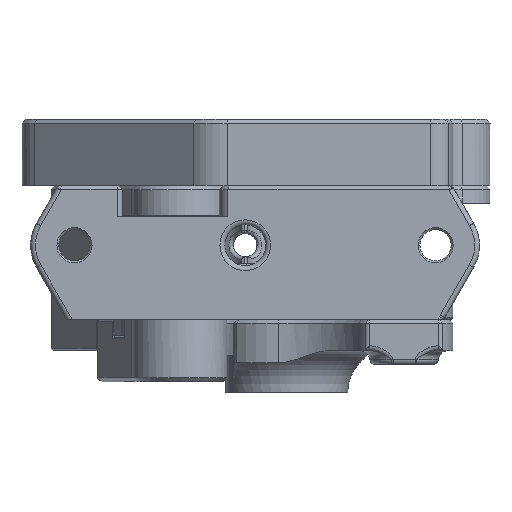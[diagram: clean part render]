
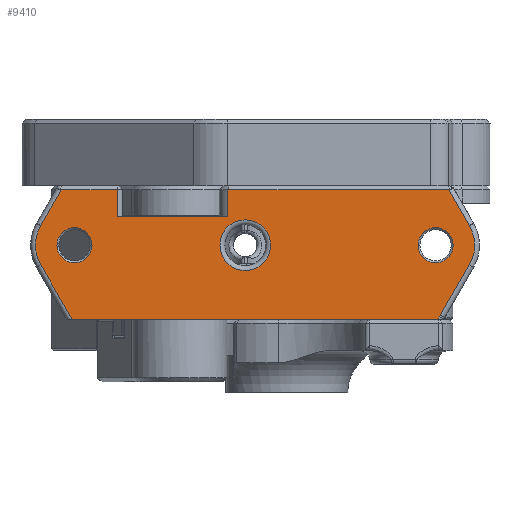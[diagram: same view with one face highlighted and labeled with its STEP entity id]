
A CAD part, front view. The second image highlights one B-rep face of the part: STEP entity #9410.
In plain terms, the highlighted planar face has unit normal (0, -1, 0).
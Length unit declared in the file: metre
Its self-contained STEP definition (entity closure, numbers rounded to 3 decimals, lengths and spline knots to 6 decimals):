
#342=PLANE('',#10360);
#735=CIRCLE('',#10361,0.0018);
#736=CIRCLE('',#10362,0.0018);
#737=CIRCLE('',#10363,0.0026);
#738=CIRCLE('',#10364,0.004);
#739=CIRCLE('',#10365,0.004);
#1164=B_SPLINE_CURVE_WITH_KNOTS('',3,(#16033,#16034,#16035,#16036),
 .UNSPECIFIED.,.F.,.F.,(4,4),(0.,0.00018),.UNSPECIFIED.);
#1165=B_SPLINE_CURVE_WITH_KNOTS('',3,(#16038,#16039,#16040,#16041),
 .UNSPECIFIED.,.F.,.F.,(4,4),(0.,0.000011),.UNSPECIFIED.);
#2338=ORIENTED_EDGE('',*,*,#4754,.T.);
#2339=ORIENTED_EDGE('',*,*,#4755,.T.);
#2340=ORIENTED_EDGE('',*,*,#4756,.T.);
#2341=ORIENTED_EDGE('',*,*,#4621,.F.);
#2342=ORIENTED_EDGE('',*,*,#4757,.T.);
#2343=ORIENTED_EDGE('',*,*,#4758,.T.);
#2344=ORIENTED_EDGE('',*,*,#4759,.T.);
#2345=ORIENTED_EDGE('',*,*,#4760,.T.);
#2346=ORIENTED_EDGE('',*,*,#4761,.T.);
#2347=ORIENTED_EDGE('',*,*,#4762,.T.);
#2348=ORIENTED_EDGE('',*,*,#4763,.T.);
#2349=ORIENTED_EDGE('',*,*,#4764,.F.);
#2350=ORIENTED_EDGE('',*,*,#4765,.F.);
#2351=ORIENTED_EDGE('',*,*,#4766,.T.);
#2352=ORIENTED_EDGE('',*,*,#4767,.T.);
#2353=ORIENTED_EDGE('',*,*,#4768,.T.);
#2354=ORIENTED_EDGE('',*,*,#4769,.T.);
#2355=ORIENTED_EDGE('',*,*,#4770,.T.);
#4621=EDGE_CURVE('',#5894,#5895,#6651,.T.);
#4754=EDGE_CURVE('',#6012,#6012,#735,.T.);
#4755=EDGE_CURVE('',#6013,#6013,#736,.T.);
#4756=EDGE_CURVE('',#6014,#6014,#737,.T.);
#4757=EDGE_CURVE('',#5894,#6015,#6687,.T.);
#4758=EDGE_CURVE('',#6015,#6016,#1164,.T.);
#4759=EDGE_CURVE('',#6016,#6017,#1165,.T.);
#4760=EDGE_CURVE('',#6017,#6018,#6688,.T.);
#4761=EDGE_CURVE('',#6018,#6019,#738,.F.);
#4762=EDGE_CURVE('',#6019,#6020,#6689,.T.);
#4763=EDGE_CURVE('',#6020,#6021,#6690,.T.);
#4764=EDGE_CURVE('',#6022,#6021,#6691,.F.);
#4765=EDGE_CURVE('',#6023,#6022,#6692,.T.);
#4766=EDGE_CURVE('',#6023,#6024,#6693,.F.);
#4767=EDGE_CURVE('',#6024,#6025,#6694,.T.);
#4768=EDGE_CURVE('',#6025,#6026,#6695,.T.);
#4769=EDGE_CURVE('',#6026,#6027,#739,.F.);
#4770=EDGE_CURVE('',#6027,#5895,#6696,.F.);
#5894=VERTEX_POINT('',#15575);
#5895=VERTEX_POINT('',#15577);
#6012=VERTEX_POINT('',#16026);
#6013=VERTEX_POINT('',#16028);
#6014=VERTEX_POINT('',#16030);
#6015=VERTEX_POINT('',#16032);
#6016=VERTEX_POINT('',#16037);
#6017=VERTEX_POINT('',#16042);
#6018=VERTEX_POINT('',#16044);
#6019=VERTEX_POINT('',#16046);
#6020=VERTEX_POINT('',#16048);
#6021=VERTEX_POINT('',#16050);
#6022=VERTEX_POINT('',#16052);
#6023=VERTEX_POINT('',#16054);
#6024=VERTEX_POINT('',#16056);
#6025=VERTEX_POINT('',#16058);
#6026=VERTEX_POINT('',#16060);
#6027=VERTEX_POINT('',#16062);
#6651=LINE('',#15576,#7188);
#6687=LINE('',#16031,#7224);
#6688=LINE('',#16043,#7225);
#6689=LINE('',#16047,#7226);
#6690=LINE('',#16049,#7227);
#6691=LINE('',#16051,#7228);
#6692=LINE('',#16053,#7229);
#6693=LINE('',#16055,#7230);
#6694=LINE('',#16057,#7231);
#6695=LINE('',#16059,#7232);
#6696=LINE('',#16063,#7233);
#7188=VECTOR('',#12072,1.);
#7224=VECTOR('',#12314,1.);
#7225=VECTOR('',#12315,1.);
#7226=VECTOR('',#12318,1.);
#7227=VECTOR('',#12319,1.);
#7228=VECTOR('',#12320,1.);
#7229=VECTOR('',#12321,1.);
#7230=VECTOR('',#12322,1.);
#7231=VECTOR('',#12323,1.);
#7232=VECTOR('',#12324,1.);
#7233=VECTOR('',#12327,1.);
#7830=EDGE_LOOP('',(#2338));
#7831=EDGE_LOOP('',(#2339));
#7832=EDGE_LOOP('',(#2340));
#7833=EDGE_LOOP('',(#2341,#2342,#2343,#2344,#2345,#2346,#2347,#2348,#2349,
#2350,#2351,#2352,#2353,#2354,#2355));
#8537=FACE_BOUND('',#7830,.T.);
#8538=FACE_BOUND('',#7831,.T.);
#8539=FACE_BOUND('',#7832,.T.);
#8540=FACE_BOUND('',#7833,.T.);
#9410=ADVANCED_FACE('',(#8537,#8538,#8539,#8540),#342,.F.);
#10360=AXIS2_PLACEMENT_3D('',#16024,#12306,#12307);
#10361=AXIS2_PLACEMENT_3D('',#16025,#12308,#12309);
#10362=AXIS2_PLACEMENT_3D('',#16027,#12310,#12311);
#10363=AXIS2_PLACEMENT_3D('',#16029,#12312,#12313);
#10364=AXIS2_PLACEMENT_3D('',#16045,#12316,#12317);
#10365=AXIS2_PLACEMENT_3D('',#16061,#12325,#12326);
#12072=DIRECTION('',(-1.,0.,0.));
#12306=DIRECTION('',(0.,1.,0.));
#12307=DIRECTION('',(0.,0.,1.));
#12308=DIRECTION('',(0.,1.,0.));
#12309=DIRECTION('',(-1.,0.,0.));
#12310=DIRECTION('',(0.,1.,0.));
#12311=DIRECTION('',(-1.,0.,0.));
#12312=DIRECTION('',(0.,1.,0.));
#12313=DIRECTION('',(-1.,0.,0.));
#12314=DIRECTION('',(0.5,0.,0.866));
#12315=DIRECTION('',(0.5,0.,0.866));
#12316=DIRECTION('',(0.,1.,0.));
#12317=DIRECTION('',(-1.,0.,0.));
#12318=DIRECTION('',(-0.5,0.,0.866));
#12319=DIRECTION('',(-1.,0.,0.));
#12320=DIRECTION('',(0.,0.,-1.));
#12321=DIRECTION('',(1.,0.,0.));
#12322=DIRECTION('',(0.,0.,-1.));
#12323=DIRECTION('',(-1.,0.,0.));
#12324=DIRECTION('',(-0.5,0.,-0.866));
#12325=DIRECTION('',(0.,1.,0.));
#12326=DIRECTION('',(-1.,0.,0.));
#12327=DIRECTION('',(-0.5,0.,0.866));
#15575=CARTESIAN_POINT('',(0.019146,-0.027991,-0.0165));
#15576=CARTESIAN_POINT('',(-0.000585,-0.027991,-0.0165));
#15577=CARTESIAN_POINT('',(-0.018316,-0.027991,-0.0165));
#16024=CARTESIAN_POINT('',(-0.000585,-0.027991,-0.0089));
#16025=CARTESIAN_POINT('',(-0.018085,-0.027991,-0.0089));
#16026=CARTESIAN_POINT('',(-0.019885,-0.027991,-0.0089));
#16027=CARTESIAN_POINT('',(0.018915,-0.027991,-0.0089));
#16028=CARTESIAN_POINT('',(0.017115,-0.027991,-0.0089));
#16029=CARTESIAN_POINT('',(-0.000585,-0.027991,-0.0089));
#16030=CARTESIAN_POINT('',(-0.003185,-0.027991,-0.0089));
#16031=CARTESIAN_POINT('',(0.022379,-0.027991,-0.0109));
#16032=CARTESIAN_POINT('',(0.019314,-0.027991,-0.016209));
#16033=CARTESIAN_POINT('',(0.019314,-0.027991,-0.016209));
#16034=CARTESIAN_POINT('',(0.019344,-0.027991,-0.016157));
#16035=CARTESIAN_POINT('',(0.019374,-0.027991,-0.016106));
#16036=CARTESIAN_POINT('',(0.019404,-0.027991,-0.016053));
#16037=CARTESIAN_POINT('',(0.019404,-0.027991,-0.016053));
#16038=CARTESIAN_POINT('',(0.019404,-0.027991,-0.016053));
#16039=CARTESIAN_POINT('',(0.019406,-0.027991,-0.01605));
#16040=CARTESIAN_POINT('',(0.019408,-0.027991,-0.016047));
#16041=CARTESIAN_POINT('',(0.019409,-0.027991,-0.016044));
#16042=CARTESIAN_POINT('',(0.019409,-0.027991,-0.016044));
#16043=CARTESIAN_POINT('',(0.022379,-0.027991,-0.0109));
#16044=CARTESIAN_POINT('',(0.022379,-0.027991,-0.0109));
#16045=CARTESIAN_POINT('',(0.018915,-0.027991,-0.0089));
#16046=CARTESIAN_POINT('',(0.022379,-0.027991,-0.0069));
#16047=CARTESIAN_POINT('',(0.020387,-0.027991,-0.00345));
#16048=CARTESIAN_POINT('',(0.020243,-0.027991,-0.0032));
#16049=CARTESIAN_POINT('',(-0.002373,-0.027991,-0.0032));
#16050=CARTESIAN_POINT('',(-0.002373,-0.027991,-0.0032));
#16051=CARTESIAN_POINT('',(-0.002373,-0.027991,-0.0024));
#16052=CARTESIAN_POINT('',(-0.002373,-0.027991,-0.006));
#16053=CARTESIAN_POINT('',(-0.000585,-0.027991,-0.006));
#16054=CARTESIAN_POINT('',(-0.013685,-0.027991,-0.006));
#16055=CARTESIAN_POINT('',(-0.013685,-0.027991,-0.0089));
#16056=CARTESIAN_POINT('',(-0.013685,-0.027991,-0.0032));
#16057=CARTESIAN_POINT('',(-0.019759,-0.027991,-0.0032));
#16058=CARTESIAN_POINT('',(-0.019413,-0.027991,-0.0032));
#16059=CARTESIAN_POINT('',(-0.021549,-0.027991,-0.0069));
#16060=CARTESIAN_POINT('',(-0.021549,-0.027991,-0.0069));
#16061=CARTESIAN_POINT('',(-0.018085,-0.027991,-0.0089));
#16062=CARTESIAN_POINT('',(-0.021549,-0.027991,-0.0109));
#16063=CARTESIAN_POINT('',(-0.017174,-0.027991,-0.018478));
